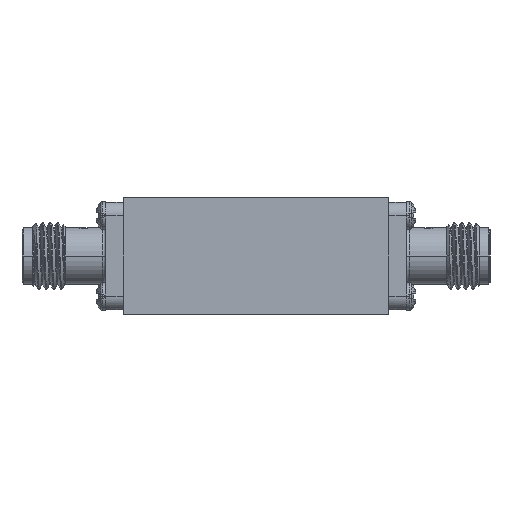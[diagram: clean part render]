
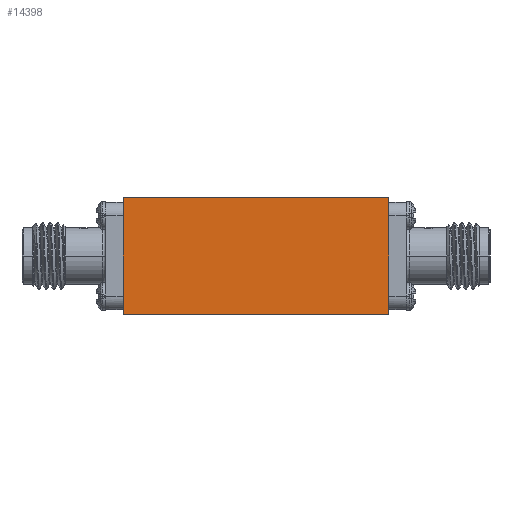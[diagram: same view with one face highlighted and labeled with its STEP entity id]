
A CAD part, left-side view. The second image highlights one B-rep face of the part: STEP entity #14398.
In plain terms, the highlighted planar face has unit normal (-1, 0, 0).
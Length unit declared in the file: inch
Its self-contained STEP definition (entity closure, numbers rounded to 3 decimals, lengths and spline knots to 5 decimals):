
#3291 = VERTEX_POINT ( 'NONE', #4585 ) ;
#3631 = EDGE_CURVE ( 'NONE', #15197, #19677, #42479, .T. ) ;
#4585 = CARTESIAN_POINT ( 'NONE',  ( -2.75591, -0.49213, 0.21654 ) ) ;
#4857 = EDGE_CURVE ( 'NONE', #3291, #28543, #9745, .T. ) ;
#5056 = LINE ( 'NONE', #37195, #34756 ) ;
#5758 = EDGE_CURVE ( 'NONE', #15197, #3291, #11547, .T. ) ;
#6288 = CARTESIAN_POINT ( 'NONE',  ( -2.75591, -0.49213, 0.21654 ) ) ;
#6875 = CARTESIAN_POINT ( 'NONE',  ( -2.75591, 0.49213, 0.21654 ) ) ;
#9270 = EDGE_LOOP ( 'NONE', ( #16525, #33567, #28724, #16251 ) ) ;
#9745 = LINE ( 'NONE', #46142, #39789 ) ;
#11547 = LINE ( 'NONE', #22657, #34949 ) ;
#11909 = DIRECTION ( 'NONE',  ( 0., -1., 0. ) ) ;
#13385 = DIRECTION ( 'NONE',  ( 1., 0., 0. ) ) ;
#14398 = ADVANCED_FACE ( 'NONE', ( #41527 ), #45779, .F. ) ;
#15197 = VERTEX_POINT ( 'NONE', #6875 ) ;
#16251 = ORIENTED_EDGE ( 'NONE', *, *, #3631, .T. ) ;
#16525 = ORIENTED_EDGE ( 'NONE', *, *, #17274, .T. ) ;
#17274 = EDGE_CURVE ( 'NONE', #19677, #28543, #5056, .T. ) ;
#19677 = VERTEX_POINT ( 'NONE', #37091 ) ;
#20712 = DIRECTION ( 'NONE',  ( 0., 1., 0. ) ) ;
#21969 = CARTESIAN_POINT ( 'NONE',  ( -2.75591, -0.49213, -0.21654 ) ) ;
#22657 = CARTESIAN_POINT ( 'NONE',  ( -2.75591, -0.49213, 0.21654 ) ) ;
#27583 = DIRECTION ( 'NONE',  ( 0., -1., 0. ) ) ;
#28543 = VERTEX_POINT ( 'NONE', #21969 ) ;
#28724 = ORIENTED_EDGE ( 'NONE', *, *, #5758, .F. ) ;
#31390 = DIRECTION ( 'NONE',  ( 0., 0., -1. ) ) ;
#33567 = ORIENTED_EDGE ( 'NONE', *, *, #4857, .F. ) ;
#34756 = VECTOR ( 'NONE', #11909, 39.37008 ) ;
#34816 = DIRECTION ( 'NONE',  ( 0., 0., -1. ) ) ;
#34949 = VECTOR ( 'NONE', #27583, 39.37008 ) ;
#36636 = VECTOR ( 'NONE', #31390, 39.37008 ) ;
#37091 = CARTESIAN_POINT ( 'NONE',  ( -2.75591, 0.49213, -0.21654 ) ) ;
#37195 = CARTESIAN_POINT ( 'NONE',  ( -2.75591, -0.49213, -0.21654 ) ) ;
#39789 = VECTOR ( 'NONE', #34816, 39.37008 ) ;
#41527 = FACE_OUTER_BOUND ( 'NONE', #9270, .T. ) ;
#41571 = AXIS2_PLACEMENT_3D ( 'NONE', #6288, #13385, #20712 ) ;
#42479 = LINE ( 'NONE', #42722, #36636 ) ;
#42722 = CARTESIAN_POINT ( 'NONE',  ( -2.75591, 0.49213, 0.21654 ) ) ;
#45779 = PLANE ( 'NONE',  #41571 ) ;
#46142 = CARTESIAN_POINT ( 'NONE',  ( -2.75591, -0.49213, 0.21654 ) ) ;
